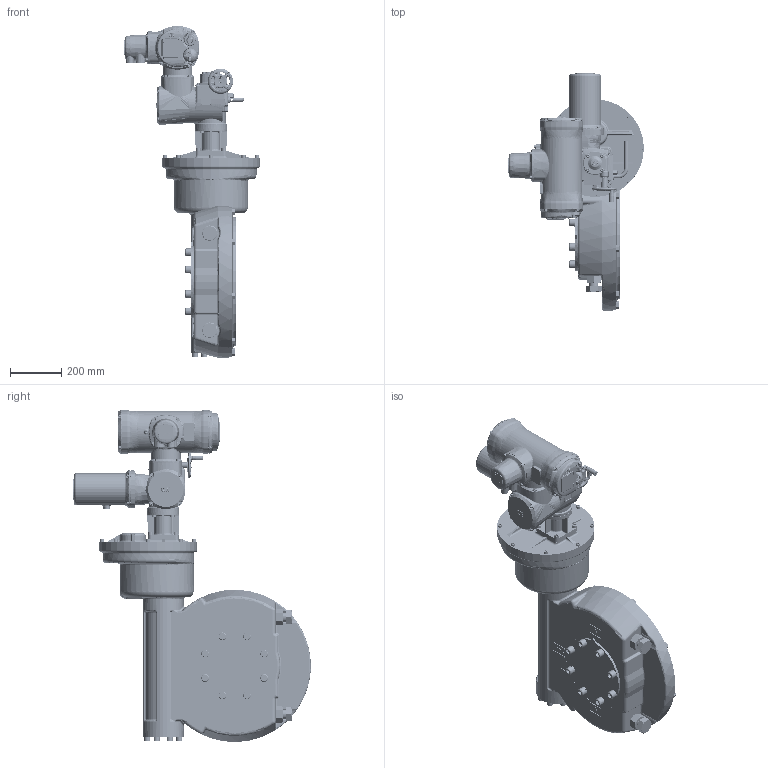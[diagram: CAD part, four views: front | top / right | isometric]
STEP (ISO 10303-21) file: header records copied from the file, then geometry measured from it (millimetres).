
FILE_DESCRIPTION(/* description */ ('Unknown'),/* implementation_level */ '2;1');
FILE_NAME(/* name */ 'A4W9RHB000X-1',/* time_stamp */ '2019-11-14T23:05:40+06:00',/* author */ ('Unknown'),/* organization */ ('Unknown'),/* preprocessor_version */ 'ST-DEVELOPER v16.7',/* originating_system */ 'DEX',/* authorisation */ $);
FILE_SCHEMA (('AUTOMOTIVE_DESIGN {1 0 10303 214 3 1 1}'));
Products named in the file (1): A4W9RHB000X
Bounding box: 530.78 x 929.85 x 1298.96 mm (x, y, z)
Volume: 208777.4 mm3; surface area: 2855373.1 mm2
Topology: 57 solids, 58 shells, 14275 faces, 34313 edges, 20476 vertices
Faces by surface type: plane 5042, bspline 3632, cylinder 3443, torus 914, cone 772, sphere 472
Full cylindrical faces by diameter (mm): 1.152 x1, 3.2 x1, 4.2 x6, 4.4 x1, 4.5 x4, 4.917 x8, 5.5 x4, 6 x19, 6.3 x4, 6.45 x4, 6.47 x4, 6.5 x12, 6.6 x4, 7 x5, 8 x6, 8.2 x1, 8.376 x4, 9 x4, 10 x37, 10.22 x4, 10.5 x4, 10.8 x4, 11 x1, 11.92 x1, 12 x2, 13 x10, 13.5 x1, 13.835 x2, 14 x1, 14.5 x4
Entity records: 627112 total; most frequent: CARTESIAN_POINT 231155, ORIENTED_EDGE 65878, DIRECTION 51945, EDGE_CURVE 32939, VERTEX_POINT 20153, AXIS2_PLACEMENT_3D 18824, FACE_BOUND 15838, EDGE_LOOP 15796
